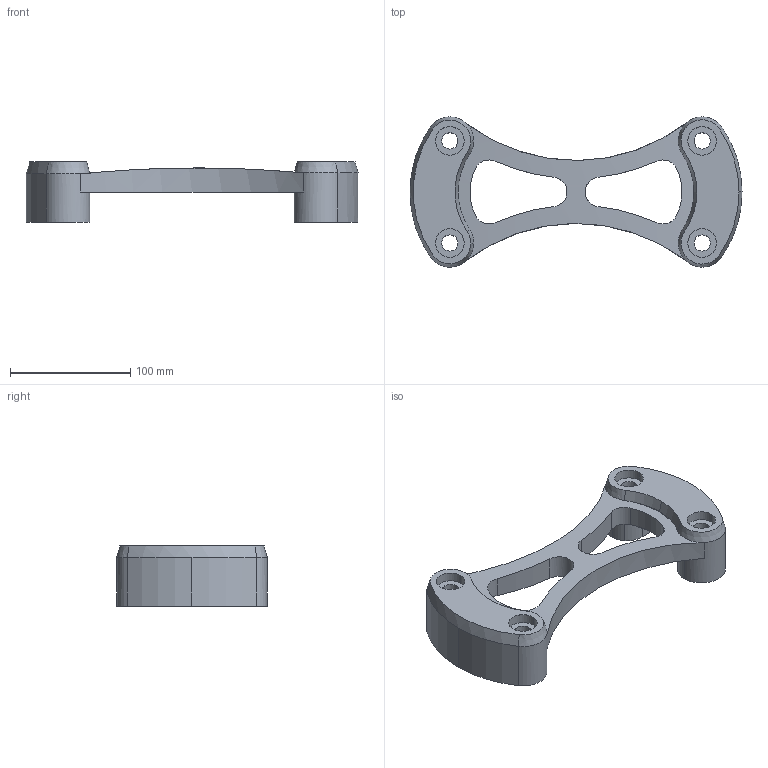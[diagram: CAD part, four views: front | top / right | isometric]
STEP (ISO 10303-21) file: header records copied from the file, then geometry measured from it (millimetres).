
FILE_DESCRIPTION (( 'STEP AP214' ), '1' );
FILE_NAME ('Part17.STEP', '2025-03-03T12:51:15', ( '' ), ( '' ), 'SwSTEP 2.0', 'SolidWorks 2024', '' );
FILE_SCHEMA (( 'AUTOMOTIVE_DESIGN' ));
Length unit declared in the file: millimetre
Products named in the file (1): Part17
Bounding box: 276.41 x 125 x 50 mm (x, y, z)
Volume: 542894.4 mm3; surface area: 83797.8 mm2
Topology: 1 solids, 1 shells, 95 faces, 247 edges, 158 vertices
Faces by surface type: cylinder 60, cone 20, plane 15
Entity records: 3379 total; most frequent: CARTESIAN_POINT 1005, DIRECTION 505, ORIENTED_EDGE 494, EDGE_CURVE 247, AXIS2_PLACEMENT_3D 206, VERTEX_POINT 158, EDGE_LOOP 111, CIRCLE 110
